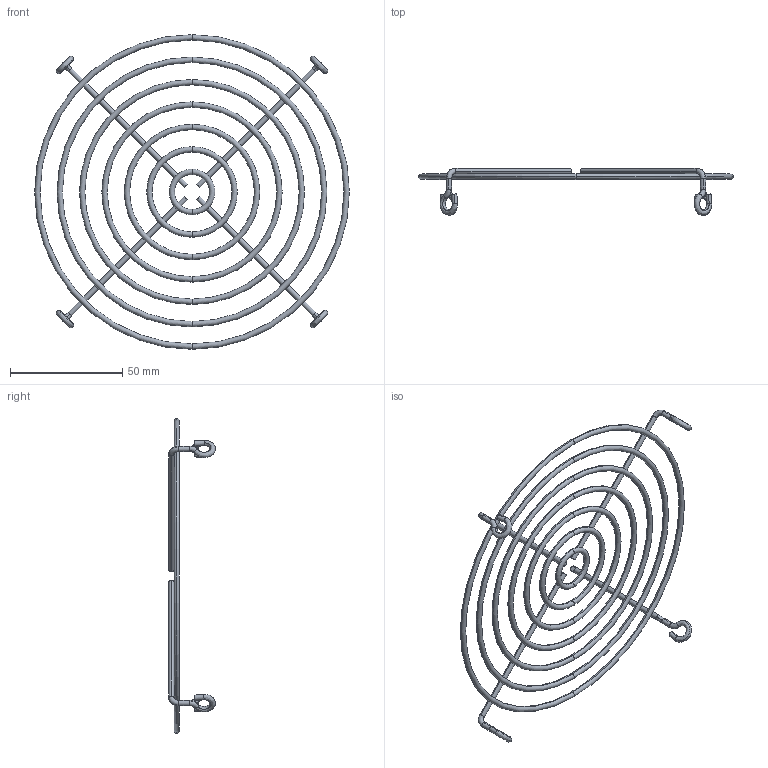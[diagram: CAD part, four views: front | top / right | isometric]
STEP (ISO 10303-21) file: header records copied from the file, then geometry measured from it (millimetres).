
FILE_DESCRIPTION (( 'STEP AP203' ), '1' );
FILE_NAME ('5RE2002.STEP', '2022-03-11T16:06:12', ( '' ), ( '' ), 'SwSTEP 2.0', 'SolidWorks 2018', '' );
FILE_SCHEMA (( 'CONFIG_CONTROL_DESIGN' ));
Length unit declared in the file: millimetre
Products named in the file (1): 5RE2002
Bounding box: 140.4 x 20.83 x 140.4 mm (x, y, z)
Volume: 9703.4 mm3; surface area: 16206.1 mm2
Topology: 4 solids, 4 shells, 84 faces, 236 edges, 160 vertices
Faces by surface type: torus 44, cylinder 24, bspline 8, plane 8
Entity records: 6431 total; most frequent: CARTESIAN_POINT 4113, DIRECTION 482, ORIENTED_EDGE 472, EDGE_CURVE 236, AXIS2_PLACEMENT_3D 229, VERTEX_POINT 160, CIRCLE 152, EDGE_LOOP 116
